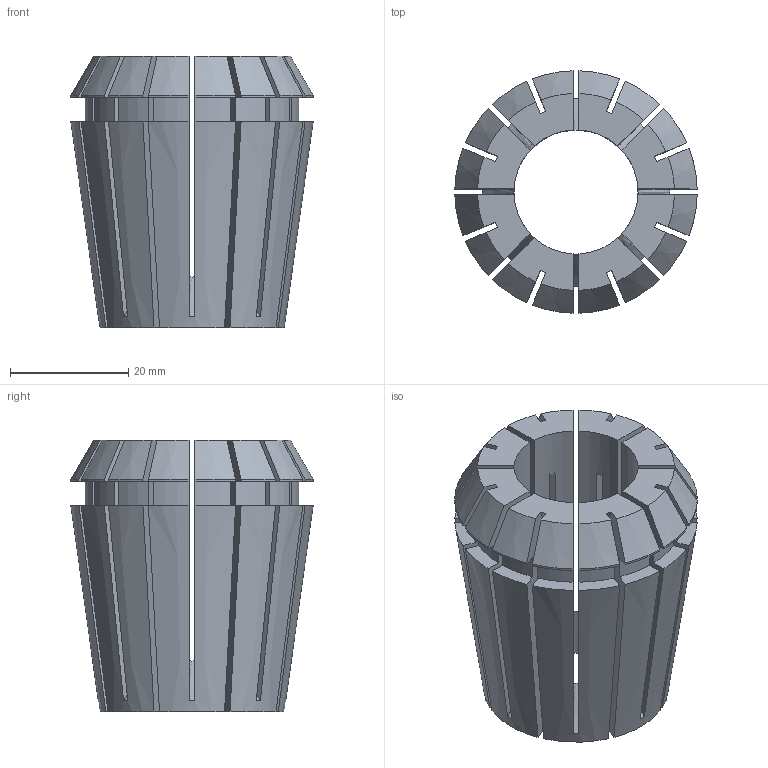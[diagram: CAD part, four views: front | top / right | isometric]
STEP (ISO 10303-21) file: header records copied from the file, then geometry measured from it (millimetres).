
FILE_DESCRIPTION (( 'STEP AP203' ), '1' );
FILE_NAME ('STP-5250-122-040-021-0(04240-21).STEP', '2022-08-03T02:51:56', ( '' ), ( '' ), 'SwSTEP 2.0', 'SolidWorks 2017', '' );
FILE_SCHEMA (( 'CONFIG_CONTROL_DESIGN' ));
Length unit declared in the file: millimetre
Products named in the file (1): STP-5250-122-040-021-0(04240-21)
Bounding box: 40.99 x 40.99 x 46 mm (x, y, z)
Volume: 26628.3 mm3; surface area: 19167.7 mm2
Topology: 1 solids, 1 shells, 155 faces, 465 edges, 310 vertices
Faces by surface type: plane 80, cylinder 50, cone 25
Entity records: 5518 total; most frequent: CARTESIAN_POINT 1276, ORIENTED_EDGE 930, DIRECTION 841, EDGE_CURVE 465, AXIS2_PLACEMENT_3D 311, VERTEX_POINT 310, VECTOR 219, LINE 219
